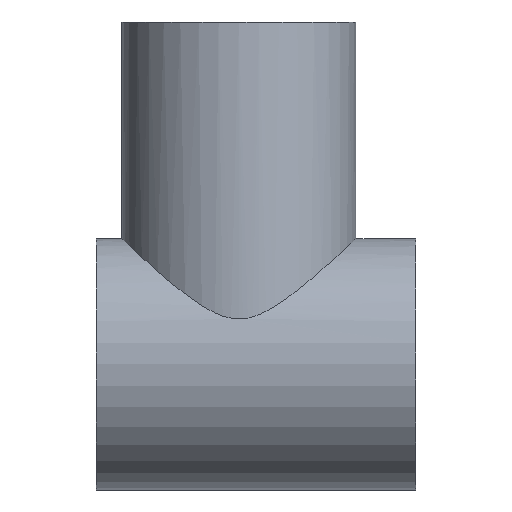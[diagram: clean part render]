
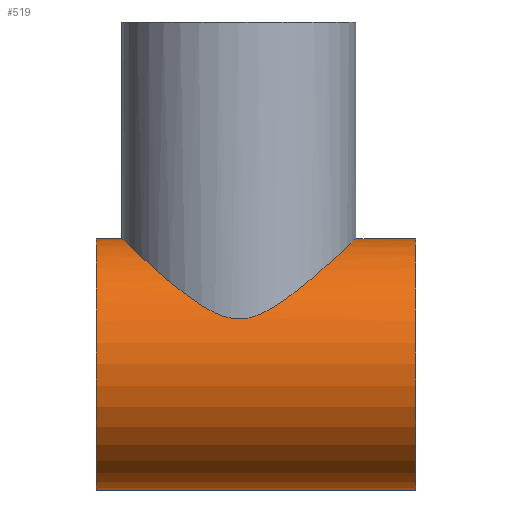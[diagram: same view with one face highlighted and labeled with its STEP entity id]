
A CAD part, front view. The second image highlights one B-rep face of the part: STEP entity #519.
In plain terms, the highlighted cylindrical face has radius 4.4 mm (diameter 8.8 mm), a partial arc.
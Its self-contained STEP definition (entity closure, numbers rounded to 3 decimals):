
#6 = EDGE_CURVE ( 'NONE', #213, #411, #385, .T. ) ;
#7 = ORIENTED_EDGE ( 'NONE', *, *, #530, .T. ) ;
#9 = DIRECTION ( 'NONE',  ( -1., 0., 0. ) ) ;
#11 = DIRECTION ( 'NONE',  ( 0., 0., 1. ) ) ;
#17 = CIRCLE ( 'NONE', #151, 4.4 ) ;
#28 = FACE_OUTER_BOUND ( 'NONE', #36, .T. ) ;
#36 = EDGE_LOOP ( 'NONE', ( #200, #404, #7, #207, #350, #590 ) ) ;
#40 = CARTESIAN_POINT ( 'NONE',  ( 4.289, -4.04, 1.744 ) ) ;
#44 = CARTESIAN_POINT ( 'NONE',  ( 4.713, -4.093, 1.616 ) ) ;
#48 = AXIS2_PLACEMENT_3D ( 'NONE', #333, #433, #233 ) ;
#49 = DIRECTION ( 'NONE',  ( 0., 0., 1. ) ) ;
#50 = VERTEX_POINT ( 'NONE', #121 ) ;
#65 = DIRECTION ( 'NONE',  ( -1., 0., 0. ) ) ;
#70 = CARTESIAN_POINT ( 'NONE',  ( 9.067, -0.598, 4.369 ) ) ;
#78 = CARTESIAN_POINT ( 'NONE',  ( 1.996, -2.802, 3.401 ) ) ;
#91 = CARTESIAN_POINT ( 'NONE',  ( 2.557, -3.302, 2.916 ) ) ;
#108 = AXIS2_PLACEMENT_3D ( 'NONE', #459, #9, #11 ) ;
#111 = VERTEX_POINT ( 'NONE', #627 ) ;
#116 = LINE ( 'NONE', #120, #127 ) ;
#120 = CARTESIAN_POINT ( 'NONE',  ( 0., 0., -4.4 ) ) ;
#121 = CARTESIAN_POINT ( 'NONE',  ( 0.9, 0., 4.4 ) ) ;
#127 = VECTOR ( 'NONE', #320, 1000. ) ;
#129 = CARTESIAN_POINT ( 'NONE',  ( 7.647, -3.141, 3.09 ) ) ;
#136 = CARTESIAN_POINT ( 'NONE',  ( 6.827, -3.679, 2.421 ) ) ;
#138 = CARTESIAN_POINT ( 'NONE',  ( 1.521, -2.185, 3.828 ) ) ;
#149 = CARTESIAN_POINT ( 'NONE',  ( 1.382, -1.948, 3.955 ) ) ;
#151 = AXIS2_PLACEMENT_3D ( 'NONE', #454, #345, #49 ) ;
#160 = VECTOR ( 'NONE', #643, 1000. ) ;
#184 = CARTESIAN_POINT ( 'NONE',  ( 0.941, -0.594, 4.362 ) ) ;
#186 = CARTESIAN_POINT ( 'NONE',  ( 8.942, -1.165, 4.253 ) ) ;
#196 = CARTESIAN_POINT ( 'NONE',  ( 1.828, -2.61, 3.551 ) ) ;
#200 = ORIENTED_EDGE ( 'NONE', *, *, #453, .F. ) ;
#207 = ORIENTED_EDGE ( 'NONE', *, *, #591, .F. ) ;
#213 = VERTEX_POINT ( 'NONE', #481 ) ;
#214 = CARTESIAN_POINT ( 'NONE',  ( 9.1, 0., 4.4 ) ) ;
#223 = CARTESIAN_POINT ( 'NONE',  ( 8.62, -1.944, 3.957 ) ) ;
#233 = DIRECTION ( 'NONE',  ( 0., 0., 1. ) ) ;
#235 = CARTESIAN_POINT ( 'NONE',  ( 8.008, -2.797, 3.404 ) ) ;
#241 = CARTESIAN_POINT ( 'NONE',  ( 0.9, -0.149, 4.4 ) ) ;
#247 = CARTESIAN_POINT ( 'NONE',  ( 4.864, -4.1, 1.596 ) ) ;
#266 = EDGE_CURVE ( 'NONE', #294, #111, #17, .T. ) ;
#267 = CARTESIAN_POINT ( 'NONE',  ( 11.2, 0., 4.4 ) ) ;
#270 = VECTOR ( 'NONE', #65, 1000. ) ;
#277 = CARTESIAN_POINT ( 'NONE',  ( 9.1, 0., 4.4 ) ) ;
#279 = CARTESIAN_POINT ( 'NONE',  ( 2.968, -3.569, 2.582 ) ) ;
#281 = CARTESIAN_POINT ( 'NONE',  ( 5.996, -3.98, 1.878 ) ) ;
#289 = CARTESIAN_POINT ( 'NONE',  ( 3.184, -3.684, 2.413 ) ) ;
#292 = CARTESIAN_POINT ( 'NONE',  ( 3.645, -3.878, 2.088 ) ) ;
#294 = VERTEX_POINT ( 'NONE', #560 ) ;
#320 = DIRECTION ( 'NONE',  ( -1., 0., 0. ) ) ;
#324 = CARTESIAN_POINT ( 'NONE',  ( 6.123, -3.945, 1.95 ) ) ;
#327 = CARTESIAN_POINT ( 'NONE',  ( 0.9, 0., 4.4 ) ) ;
#333 = CARTESIAN_POINT ( 'NONE',  ( 0., 0., 0. ) ) ;
#341 = CARTESIAN_POINT ( 'NONE',  ( 2.361, -3.148, 3.083 ) ) ;
#345 = DIRECTION ( 'NONE',  ( -1., 0., 0. ) ) ;
#350 = ORIENTED_EDGE ( 'NONE', *, *, #476, .T. ) ;
#374 = CARTESIAN_POINT ( 'NONE',  ( 8.176, -2.607, 3.554 ) ) ;
#376 = CARTESIAN_POINT ( 'NONE',  ( 5.596, -4.059, 1.699 ) ) ;
#379 = CARTESIAN_POINT ( 'NONE',  ( 5.16, -4.1, 1.598 ) ) ;
#381 = CARTESIAN_POINT ( 'NONE',  ( 9.1, -0.301, 4.4 ) ) ;
#383 = LINE ( 'NONE', #589, #160 ) ;
#385 = CIRCLE ( 'NONE', #108, 4.4 ) ;
#388 = CARTESIAN_POINT ( 'NONE',  ( 1.059, -1.166, 4.253 ) ) ;
#404 = ORIENTED_EDGE ( 'NONE', *, *, #6, .T. ) ;
#409 = B_SPLINE_CURVE_WITH_KNOTS ( 'NONE', 3,
 ( #327, #241, #438, #184, #648, #388, #545, #149, #138, #196, #78, #341, #91, #279, #289, #292, #494, #40, #497, #44, #247, #379, #634, #376, #625, #281, #324, #477, #581, #136, #420, #576, #129, #235, #374, #424, #223, #573, #186, #70, #381, #277 ),
 .UNSPECIFIED., .F., .F.,
 ( 4, 2, 2, 2, 2, 2, 2, 2, 2, 2, 2, 2, 2, 2, 2, 2, 2, 2, 2, 2, 4 ),
 ( 0.014, 0.015, 0.015, 0.016, 0.017, 0.018, 0.019, 0.02, 0.02, 0.021, 0.021, 0.022, 0.022, 0.023, 0.023, 0.024, 0.025, 0.026, 0.027, 0.028, 0.028 ),
 .UNSPECIFIED. ) ;
#411 = VERTEX_POINT ( 'NONE', #267 ) ;
#412 = CARTESIAN_POINT ( 'NONE',  ( 0., 0., 4.4 ) ) ;
#420 = CARTESIAN_POINT ( 'NONE',  ( 7.042, -3.564, 2.589 ) ) ;
#423 = VERTEX_POINT ( 'NONE', #214 ) ;
#424 = CARTESIAN_POINT ( 'NONE',  ( 8.484, -2.178, 3.832 ) ) ;
#433 = DIRECTION ( 'NONE',  ( -1., 0., 0. ) ) ;
#438 = CARTESIAN_POINT ( 'NONE',  ( 0.908, -0.3, 4.392 ) ) ;
#444 = CYLINDRICAL_SURFACE ( 'NONE', #48, 4.4 ) ;
#453 = EDGE_CURVE ( 'NONE', #213, #294, #116, .T. ) ;
#454 = CARTESIAN_POINT ( 'NONE',  ( 0., 0., 0. ) ) ;
#459 = CARTESIAN_POINT ( 'NONE',  ( 11.2, 0., 0. ) ) ;
#476 = EDGE_CURVE ( 'NONE', #50, #111, #626, .T. ) ;
#477 = CARTESIAN_POINT ( 'NONE',  ( 6.368, -3.867, 2.1 ) ) ;
#481 = CARTESIAN_POINT ( 'NONE',  ( 11.2, 0., -4.4 ) ) ;
#494 = CARTESIAN_POINT ( 'NONE',  ( 3.889, -3.956, 1.931 ) ) ;
#497 = CARTESIAN_POINT ( 'NONE',  ( 4.427, -4.062, 1.691 ) ) ;
#519 = ADVANCED_FACE ( 'NONE', ( #28 ), #444, .T. ) ;
#530 = EDGE_CURVE ( 'NONE', #411, #423, #383, .T. ) ;
#545 = CARTESIAN_POINT ( 'NONE',  ( 1.152, -1.441, 4.166 ) ) ;
#560 = CARTESIAN_POINT ( 'NONE',  ( 0., 0., -4.4 ) ) ;
#573 = CARTESIAN_POINT ( 'NONE',  ( 8.849, -1.44, 4.167 ) ) ;
#576 = CARTESIAN_POINT ( 'NONE',  ( 7.454, -3.294, 2.925 ) ) ;
#581 = CARTESIAN_POINT ( 'NONE',  ( 6.485, -3.824, 2.179 ) ) ;
#589 = CARTESIAN_POINT ( 'NONE',  ( 0., 0., 4.4 ) ) ;
#590 = ORIENTED_EDGE ( 'NONE', *, *, #266, .F. ) ;
#591 = EDGE_CURVE ( 'NONE', #50, #423, #409, .T. ) ;
#625 = CARTESIAN_POINT ( 'NONE',  ( 5.732, -4.036, 1.753 ) ) ;
#626 = LINE ( 'NONE', #412, #270 ) ;
#627 = CARTESIAN_POINT ( 'NONE',  ( 0., 0., 4.4 ) ) ;
#634 = CARTESIAN_POINT ( 'NONE',  ( 5.308, -4.091, 1.62 ) ) ;
#643 = DIRECTION ( 'NONE',  ( -1., 0., 0. ) ) ;
#648 = CARTESIAN_POINT ( 'NONE',  ( 0.965, -0.739, 4.34 ) ) ;
